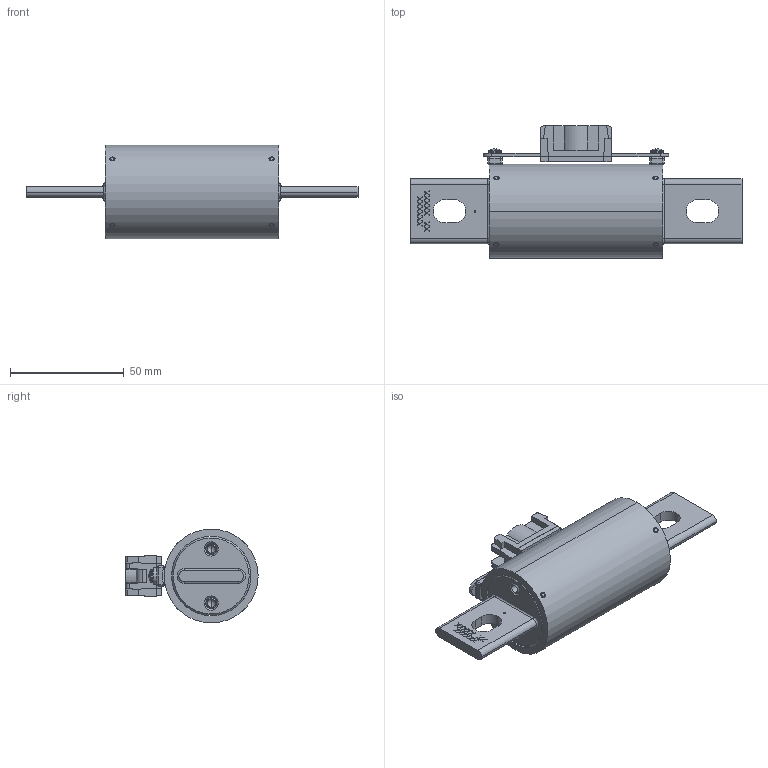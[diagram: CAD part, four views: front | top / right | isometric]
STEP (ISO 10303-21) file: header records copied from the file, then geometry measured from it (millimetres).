
FILE_DESCRIPTION (( 'STEP AP214' ), '1' );
FILE_NAME ('701865reva.STEP', '2015-03-31T17:48:27', ( '' ), ( '' ), 'SwSTEP 2.0', 'SolidWorks 2014', '' );
FILE_SCHEMA (( 'AUTOMOTIVE_DESIGN' ));
Length unit declared in the file: inch
Products named in the file (1): 701865reva
Bounding box: 146.05 x 58.2 x 41.27 mm (x, y, z)
Volume: 55256.6 mm3; surface area: 38079.5 mm2
Topology: 26 solids, 26 shells, 2028 faces, 5528 edges, 3561 vertices
Faces by surface type: cylinder 804, plane 691, sphere 196, bspline 163, cone 144, torus 30
Entity records: 106085 total; most frequent: CARTESIAN_POINT 32501, ORIENTED_EDGE 10918, DIRECTION 8434, EDGE_CURVE 5459, VERTEX_POINT 3559, AXIS2_PLACEMENT_3D 3013, LINE 2408, VECTOR 2408
